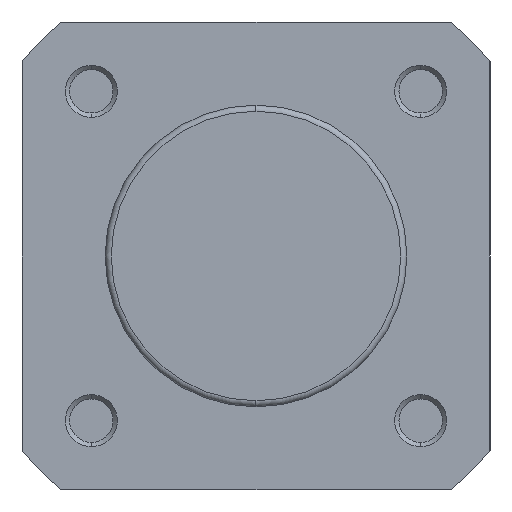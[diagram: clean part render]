
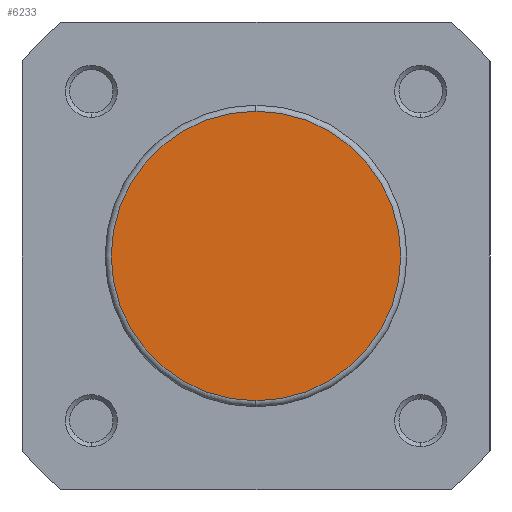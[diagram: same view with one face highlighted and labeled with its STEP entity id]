
A CAD part, left-side view. The second image highlights one B-rep face of the part: STEP entity #6233.
In plain terms, the highlighted planar face has unit normal (-1, 0, 0).
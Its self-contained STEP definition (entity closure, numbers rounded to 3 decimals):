
#120 = AXIS2_PLACEMENT_3D ( 'NONE', #2424, #2425, #2426 ) ;
#218 = AXIS2_PLACEMENT_3D ( 'NONE', #3091, #3093, #3094 ) ;
#355 = AXIS2_PLACEMENT_3D ( 'NONE', #3625, #3628, #3629 ) ;
#1230 = CIRCLE ( 'NONE', #120, 16.7 ) ;
#1953 = CARTESIAN_POINT ( 'NONE',  ( 0., 0., 16.7 ) ) ;
#1954 = CARTESIAN_POINT ( 'NONE',  ( 0., 0., -16.7 ) ) ;
#2424 = CARTESIAN_POINT ( 'NONE',  ( 0., 0., 0. ) ) ;
#2425 = DIRECTION ( 'NONE',  ( -1., 0., 0. ) ) ;
#2426 = DIRECTION ( 'NONE',  ( 0., 0., 1. ) ) ;
#2814 = EDGE_LOOP ( 'NONE', ( #5287, #5246 ) ) ;
#3091 = CARTESIAN_POINT ( 'NONE',  ( 0., 0., 0. ) ) ;
#3093 = DIRECTION ( 'NONE',  ( -1., 0., 0. ) ) ;
#3094 = DIRECTION ( 'NONE',  ( 0., 0., 1. ) ) ;
#3625 = CARTESIAN_POINT ( 'NONE',  ( 0., -17.4, 0. ) ) ;
#3626 = PLANE ( 'NONE',  #355 ) ;
#3628 = DIRECTION ( 'NONE',  ( -1., 0., 0. ) ) ;
#3629 = DIRECTION ( 'NONE',  ( 0., 0., 1. ) ) ;
#4158 = CIRCLE ( 'NONE', #218, 16.7 ) ;
#4483 = FACE_OUTER_BOUND ( 'NONE', #2814, .T. ) ;
#4825 = VERTEX_POINT ( 'NONE', #1953 ) ;
#4826 = VERTEX_POINT ( 'NONE', #1954 ) ;
#5246 = ORIENTED_EDGE ( 'NONE', *, *, #6038, .T. ) ;
#5287 = ORIENTED_EDGE ( 'NONE', *, *, #5765, .T. ) ;
#5765 = EDGE_CURVE ( 'NONE', #4825, #4826, #1230, .T. ) ;
#6038 = EDGE_CURVE ( 'NONE', #4826, #4825, #4158, .T. ) ;
#6233 = ADVANCED_FACE ( 'NONE', ( #4483 ), #3626, .T. ) ;
